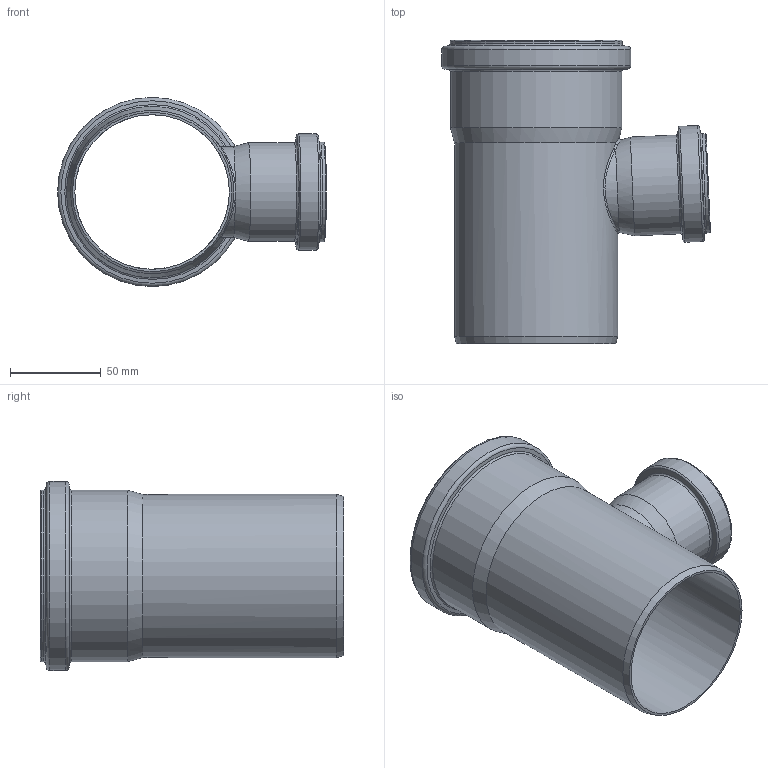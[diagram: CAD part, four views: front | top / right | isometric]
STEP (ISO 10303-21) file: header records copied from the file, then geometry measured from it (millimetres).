
FILE_DESCRIPTION(/* description */ (''),/* implementation_level */ '2;1');
FILE_NAME(/* name */ '174420 HTsafeEA DN_OD 90_50_87°.stp',/* time_stamp */ '2017-03-13T09:59:12+01:00',/* author */ ('user1'),/* organization */ (''),/* preprocessor_version */ 'ST-DEVELOPER v16.1',/* originating_system */ 'Autodesk Inventor 2016',/* authorisation */ '');
FILE_SCHEMA (('AUTOMOTIVE_DESIGN { 1 0 10303 214 3 1 1 }'));
Length unit declared in the file: millimetre
Products named in the file (1): 174420 HTsafeEA DN_OD 90_50_87°
Bounding box: 148.53 x 167.5 x 104.5 mm (x, y, z)
Volume: 129352.6 mm3; surface area: 117494.1 mm2
Topology: 1 solids, 1 shells, 61 faces, 129 edges, 72 vertices
Faces by surface type: torus 20, cylinder 19, cone 13, plane 5, bspline 4
Full cylindrical faces by diameter (mm): 46.1 x1, 50.8 x1, 51.1 x2, 54.6 x1, 54.9 x1, 60.3 x1, 64.1 x1, 85.4 x1, 90.2 x1, 90.5 x1, 90.8 x2, 94.7 x1, 95 x1, 100.3 x1, 104.5 x1
Entity records: 1845 total; most frequent: CARTESIAN_POINT 751, DIRECTION 228, ORIENTED_EDGE 150, EDGE_LOOP 117, AXIS2_PLACEMENT_3D 114, EDGE_CURVE 75, VERTEX_POINT 68, FACE_OUTER_BOUND 61
